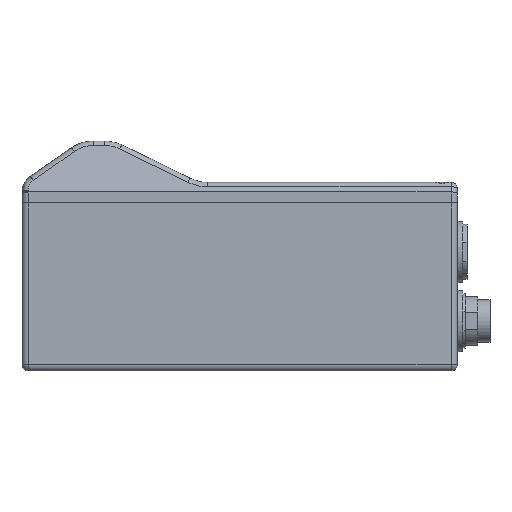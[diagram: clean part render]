
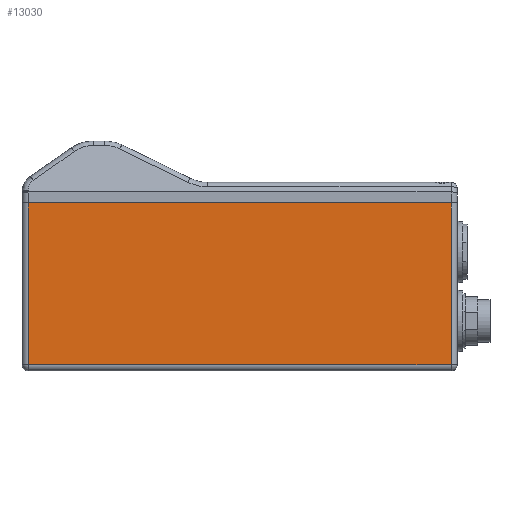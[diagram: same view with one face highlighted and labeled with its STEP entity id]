
A CAD part, left-side view. The second image highlights one B-rep face of the part: STEP entity #13030.
In plain terms, the highlighted planar face has unit normal (-1, 0, 0).
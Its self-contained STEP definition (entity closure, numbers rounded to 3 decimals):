
#2085=DIRECTION('',(0.,-1.,0.));
#2086=VECTOR('',#2085,138.);
#2087=CARTESIAN_POINT('',(-24.5,101.,-6.7));
#2088=LINE('',#2087,#2086);
#2583=DIRECTION('',(0.,0.,1.));
#2584=VECTOR('',#2583,52.8);
#2585=CARTESIAN_POINT('',(-24.5,101.,-59.5));
#2586=LINE('',#2585,#2584);
#2595=DIRECTION('',(0.,0.,-1.));
#2596=VECTOR('',#2595,52.8);
#2597=CARTESIAN_POINT('',(-24.5,-37.,-6.7));
#2598=LINE('',#2597,#2596);
#2625=DIRECTION('',(0.,1.,0.));
#2626=VECTOR('',#2625,138.);
#2627=CARTESIAN_POINT('',(-24.5,-37.,-59.5));
#2628=LINE('',#2627,#2626);
#7575=CARTESIAN_POINT('',(-24.5,-37.,-59.5));
#7577=VERTEX_POINT('',#7575);
#8138=CARTESIAN_POINT('',(-24.5,-37.,-6.7));
#8140=VERTEX_POINT('',#8138);
#9016=CARTESIAN_POINT('',(-24.5,101.,-59.5));
#9017=VERTEX_POINT('',#9016);
#9039=CARTESIAN_POINT('',(-24.5,101.,-6.7));
#9040=VERTEX_POINT('',#9039);
#13017=CARTESIAN_POINT('',(-24.5,-39.,-6.7));
#13018=DIRECTION('',(-1.,0.,0.));
#13019=DIRECTION('',(0.,1.,0.));
#13020=AXIS2_PLACEMENT_3D('',#13017,#13018,#13019);
#13021=PLANE('',#13020);
#13022=ORIENTED_EDGE('',*,*,#12610,.T.);
#13024=ORIENTED_EDGE('',*,*,#13023,.T.);
#13026=ORIENTED_EDGE('',*,*,#13025,.T.);
#13027=ORIENTED_EDGE('',*,*,#13009,.T.);
#13028=EDGE_LOOP('',(#13022,#13024,#13026,#13027));
#13029=FACE_OUTER_BOUND('',#13028,.F.);
#13030=ADVANCED_FACE('',(#13029),#13021,.T.);
#12610=EDGE_CURVE('',#9040,#8140,#2088,.T.);
#13009=EDGE_CURVE('',#9017,#9040,#2586,.T.);
#13023=EDGE_CURVE('',#8140,#7577,#2598,.T.);
#13025=EDGE_CURVE('',#7577,#9017,#2628,.T.);
